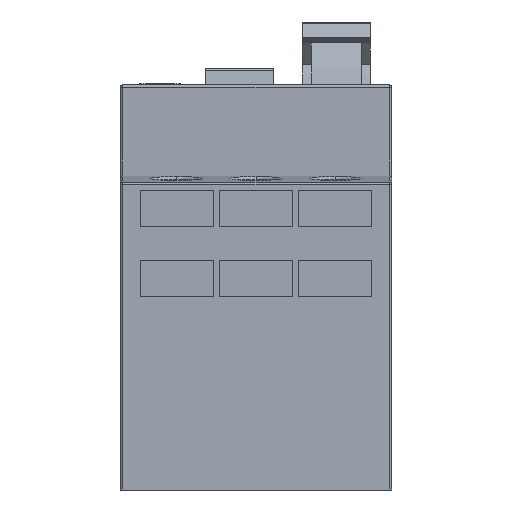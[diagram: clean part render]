
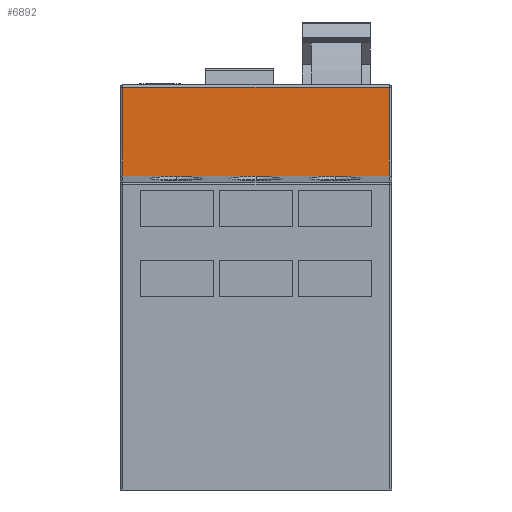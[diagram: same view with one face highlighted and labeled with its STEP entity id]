
A CAD part, front view. The second image highlights one B-rep face of the part: STEP entity #6892.
In plain terms, the highlighted planar face has unit normal (0, -1, 0).
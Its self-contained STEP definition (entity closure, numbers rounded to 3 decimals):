
#549 = EDGE_CURVE ( 'NONE', #7088, #727, #14024, .T. ) ;
#727 = VERTEX_POINT ( 'NONE', #7538 ) ;
#814 = DIRECTION ( 'NONE',  ( 0., 0., 1. ) ) ;
#919 = ORIENTED_EDGE ( 'NONE', *, *, #549, .T. ) ;
#1286 = EDGE_CURVE ( 'NONE', #11878, #7088, #2157, .T. ) ;
#2157 = LINE ( 'NONE', #7334, #2497 ) ;
#2230 = DIRECTION ( 'NONE',  ( -1., 0., 0. ) ) ;
#2497 = VECTOR ( 'NONE', #11988, 1000. ) ;
#3093 = ORIENTED_EDGE ( 'NONE', *, *, #1286, .T. ) ;
#3940 = CARTESIAN_POINT ( 'NONE',  ( 44.5, 21., 51.5 ) ) ;
#4535 = AXIS2_PLACEMENT_3D ( 'NONE', #3940, #14099, #12802 ) ;
#5028 = DIRECTION ( 'NONE',  ( 0., 0., -1. ) ) ;
#5295 = VERTEX_POINT ( 'NONE', #13479 ) ;
#6243 = PLANE ( 'NONE',  #4535 ) ;
#6736 = EDGE_LOOP ( 'NONE', ( #3093, #919, #8491, #10106 ) ) ;
#6746 = LINE ( 'NONE', #13356, #14481 ) ;
#6892 = ADVANCED_FACE ( 'NONE', ( #7903 ), #6243, .F. ) ;
#7088 = VERTEX_POINT ( 'NONE', #13291 ) ;
#7334 = CARTESIAN_POINT ( 'NONE',  ( 44.5, 21., 66.1 ) ) ;
#7538 = CARTESIAN_POINT ( 'NONE',  ( 0.4, 21., 51.5 ) ) ;
#7903 = FACE_OUTER_BOUND ( 'NONE', #6736, .T. ) ;
#8063 = VECTOR ( 'NONE', #5028, 1000. ) ;
#8142 = EDGE_CURVE ( 'NONE', #5295, #11878, #13501, .T. ) ;
#8491 = ORIENTED_EDGE ( 'NONE', *, *, #12753, .F. ) ;
#10106 = ORIENTED_EDGE ( 'NONE', *, *, #8142, .T. ) ;
#10569 = CARTESIAN_POINT ( 'NONE',  ( 0.4, 21., 51.5 ) ) ;
#11020 = CARTESIAN_POINT ( 'NONE',  ( 44.1, 21., 66.5 ) ) ;
#11547 = CARTESIAN_POINT ( 'NONE',  ( 44.1, 21., 66.1 ) ) ;
#11878 = VERTEX_POINT ( 'NONE', #11547 ) ;
#11988 = DIRECTION ( 'NONE',  ( -1., 0., 0. ) ) ;
#12611 = VECTOR ( 'NONE', #814, 1000. ) ;
#12753 = EDGE_CURVE ( 'NONE', #5295, #727, #6746, .T. ) ;
#12802 = DIRECTION ( 'NONE',  ( 0., 0., 1. ) ) ;
#13291 = CARTESIAN_POINT ( 'NONE',  ( 0.4, 21., 66.1 ) ) ;
#13356 = CARTESIAN_POINT ( 'NONE',  ( 44.5, 21., 51.5 ) ) ;
#13479 = CARTESIAN_POINT ( 'NONE',  ( 44.1, 21., 51.5 ) ) ;
#13501 = LINE ( 'NONE', #11020, #12611 ) ;
#14024 = LINE ( 'NONE', #10569, #8063 ) ;
#14099 = DIRECTION ( 'NONE',  ( 0., 1., 0. ) ) ;
#14481 = VECTOR ( 'NONE', #2230, 1000. ) ;
